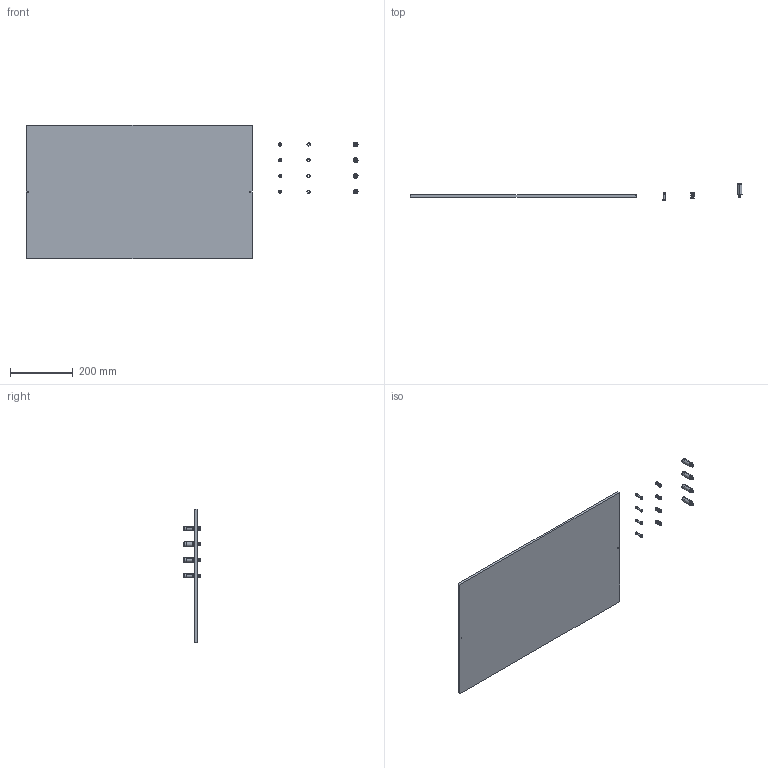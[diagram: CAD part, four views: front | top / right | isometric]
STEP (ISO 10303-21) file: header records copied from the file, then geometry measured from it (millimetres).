
FILE_DESCRIPTION (( 'STEP AP214' ), '1' );
FILE_NAME ('INGUN_110006.STEP', '2020-11-18T13:31:15', ( '' ), ( '' ), 'SwSTEP 2.0', 'SolidWorks 2018', '' );
FILE_SCHEMA (( 'AUTOMOTIVE_DESIGN' ));
Length unit declared in the file: millimetre
Products named in the file (8): DIN7991~n_M04,0x012; 34869~1; 2229~6; 109669~1; INGUN_110006; Gewindebuchse~n_M04-07,5 offen; 1586~0; 2196~6
Assembly tree (25 placements, depth 2):
  INGUN_110006
    109669~1
    Gewindebuchse~n_M04-07,5 offen  x4
    34869~1  x4
    1586~0  x4
    2196~6  x4
    DIN7991~n_M04,0x012  x4
    2229~6  x4
Bounding box: 1057.5 x 54.6 x 426.2 mm (x, y, z)
Volume: 2479368.8 mm3; surface area: 653491.9 mm2
Topology: 25 solids, 25 shells, 882 faces, 1972 edges, 1272 vertices
Faces by surface type: plane 602, cylinder 184, cone 56, torus 32, bspline 8
Entity records: 12280 total; most frequent: CARTESIAN_POINT 6118, DIRECTION 1211, ORIENTED_EDGE 1032, EDGE_CURVE 516, AXIS2_PLACEMENT_3D 449, VERTEX_POINT 336, VECTOR 313, LINE 313
